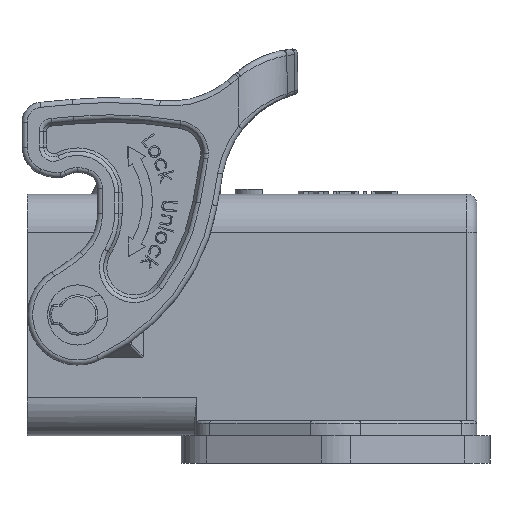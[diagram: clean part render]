
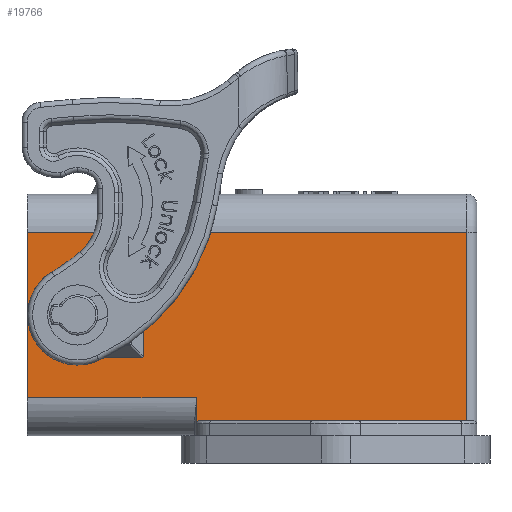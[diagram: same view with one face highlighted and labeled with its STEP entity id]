
A CAD part, front view. The second image highlights one B-rep face of the part: STEP entity #19766.
In plain terms, the highlighted planar face has unit normal (0, -1, 0).
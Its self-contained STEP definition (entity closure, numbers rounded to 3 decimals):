
#3107=DIRECTION('',(1.,0.,0.));
#3108=VECTOR('',#3107,8.388);
#3109=CARTESIAN_POINT('',(-16.712,-12.06,-4.271));
#3110=LINE('',#3109,#3108);
#3115=CARTESIAN_POINT('',(-2.872,-12.06,-10.854));
#3116=CARTESIAN_POINT('',(-2.872,-12.06,-10.835));
#3117=CARTESIAN_POINT('',(-2.868,-12.06,-10.797));
#3118=CARTESIAN_POINT('',(-2.851,-12.06,-10.741));
#3119=CARTESIAN_POINT('',(-2.822,-12.06,-10.689));
#3120=CARTESIAN_POINT('',(-2.783,-12.06,-10.643));
#3121=CARTESIAN_POINT('',(-2.735,-12.06,-10.605));
#3122=CARTESIAN_POINT('',(-2.679,-12.06,-10.575));
#3123=CARTESIAN_POINT('',(-2.616,-12.06,-10.557));
#3124=CARTESIAN_POINT('',(-2.572,-12.06,-10.553));
#3125=CARTESIAN_POINT('',(-2.55,-12.06,-10.553));
#3127=DIRECTION('',(0.,0.,-1.));
#3128=VECTOR('',#3127,16.482);
#3129=CARTESIAN_POINT('',(-19.727,-12.06,8.241));
#3130=LINE('',#3129,#3128);
#3131=CARTESIAN_POINT('',(-16.712,-12.06,4.01));
#3132=CARTESIAN_POINT('',(-16.712,-12.06,4.087));
#3133=CARTESIAN_POINT('',(-16.667,-12.06,4.196));
#3134=CARTESIAN_POINT('',(-16.588,-12.06,4.271));
#3135=CARTESIAN_POINT('',(-16.511,-12.06,4.271));
#3137=CARTESIAN_POINT('',(-8.17,-12.06,-4.117));
#3138=CARTESIAN_POINT('',(-8.17,-12.06,-4.168));
#3139=CARTESIAN_POINT('',(-8.202,-12.06,-4.239));
#3140=CARTESIAN_POINT('',(-8.273,-12.06,-4.271));
#3141=CARTESIAN_POINT('',(-8.324,-12.06,-4.271));
#3143=CARTESIAN_POINT('',(-8.324,-12.06,4.271));
#3144=CARTESIAN_POINT('',(-8.273,-12.06,4.271));
#3145=CARTESIAN_POINT('',(-8.202,-12.06,4.239));
#3146=CARTESIAN_POINT('',(-8.17,-12.06,4.168));
#3147=CARTESIAN_POINT('',(-8.17,-12.06,4.117));
#3203=DIRECTION('',(-1.,0.,0.));
#3204=VECTOR('',#3203,26.641);
#3205=CARTESIAN_POINT('',(24.091,-12.06,-10.553));
#3206=LINE('',#3205,#3204);
#3245=DIRECTION('',(0.,0.,-1.));
#3246=VECTOR('',#3245,18.793);
#3247=CARTESIAN_POINT('',(24.091,-12.06,8.241));
#3248=LINE('',#3247,#3246);
#3268=DIRECTION('',(1.,0.,0.));
#3269=VECTOR('',#3268,43.818);
#3270=CARTESIAN_POINT('',(-19.727,-12.06,8.241));
#3271=LINE('',#3270,#3269);
#4927=DIRECTION('',(0.,0.,1.));
#4928=VECTOR('',#4927,2.613);
#4929=CARTESIAN_POINT('',(-2.872,-12.06,-10.854));
#4930=LINE('',#4929,#4928);
#4965=DIRECTION('',(-1.,0.,0.));
#4966=VECTOR('',#4965,16.855);
#4967=CARTESIAN_POINT('',(-2.872,-12.06,-8.241));
#4968=LINE('',#4967,#4966);
#8728=DIRECTION('',(-1.,0.,0.));
#8729=VECTOR('',#8728,8.187);
#8730=CARTESIAN_POINT('',(-8.324,-12.06,4.271));
#8731=LINE('',#8730,#8729);
#8740=DIRECTION('',(0.,0.,1.));
#8741=VECTOR('',#8740,8.234);
#8742=CARTESIAN_POINT('',(-8.17,-12.06,-4.117));
#8743=LINE('',#8742,#8741);
#9059=DIRECTION('',(0.,0.,-1.));
#9060=VECTOR('',#9059,8.281);
#9061=CARTESIAN_POINT('',(-16.712,-12.06,4.01));
#9062=LINE('',#9061,#9060);
#13725=CARTESIAN_POINT('',(-19.727,-12.06,-8.241));
#13727=VERTEX_POINT('',#13725);
#13740=VERTEX_POINT('',#3115);
#13741=VERTEX_POINT('',#3125);
#13744=CARTESIAN_POINT('',(-2.872,-12.06,-8.241));
#13745=VERTEX_POINT('',#13744);
#13746=CARTESIAN_POINT('',(-8.324,-12.06,4.271));
#13747=CARTESIAN_POINT('',(-16.511,-12.06,4.271));
#13748=VERTEX_POINT('',#13746);
#13749=VERTEX_POINT('',#13747);
#13768=CARTESIAN_POINT('',(24.091,-12.06,-10.553));
#13769=VERTEX_POINT('',#13768);
#13786=CARTESIAN_POINT('',(-16.712,-12.06,-4.271));
#13787=CARTESIAN_POINT('',(-8.324,-12.06,-4.271));
#13788=VERTEX_POINT('',#13786);
#13789=VERTEX_POINT('',#13787);
#13791=CARTESIAN_POINT('',(24.091,-12.06,8.241));
#13793=VERTEX_POINT('',#13791);
#13832=CARTESIAN_POINT('',(-16.712,-12.06,4.01));
#13833=VERTEX_POINT('',#13832);
#13837=CARTESIAN_POINT('',(-8.17,-12.06,4.117));
#13839=VERTEX_POINT('',#13837);
#13905=CARTESIAN_POINT('',(-8.17,-12.06,-4.117));
#13906=VERTEX_POINT('',#13905);
#14715=CARTESIAN_POINT('',(-19.727,-12.06,8.241));
#14717=VERTEX_POINT('',#14715);
#19730=CARTESIAN_POINT('',(25.096,-12.06,-12.06));
#19731=DIRECTION('',(0.,-1.,0.));
#19732=DIRECTION('',(-1.,0.,0.));
#19733=AXIS2_PLACEMENT_3D('',#19730,#19731,#19732);
#19734=PLANE('',#19733);
#19736=ORIENTED_EDGE('',*,*,#19735,.F.);
#19738=ORIENTED_EDGE('',*,*,#19737,.T.);
#19740=ORIENTED_EDGE('',*,*,#19739,.T.);
#19742=ORIENTED_EDGE('',*,*,#19741,.F.);
#19744=ORIENTED_EDGE('',*,*,#19743,.T.);
#19746=ORIENTED_EDGE('',*,*,#19745,.T.);
#19748=ORIENTED_EDGE('',*,*,#19747,.T.);
#19749=EDGE_LOOP('',(#19736,#19738,#19740,#19742,#19744,#19746,#19748));
#19750=FACE_OUTER_BOUND('',#19749,.F.);
#19752=ORIENTED_EDGE('',*,*,#19751,.F.);
#19754=ORIENTED_EDGE('',*,*,#19753,.T.);
#19755=ORIENTED_EDGE('',*,*,#19719,.T.);
#19757=ORIENTED_EDGE('',*,*,#19756,.F.);
#19759=ORIENTED_EDGE('',*,*,#19758,.T.);
#19761=ORIENTED_EDGE('',*,*,#19760,.F.);
#19763=ORIENTED_EDGE('',*,*,#19762,.T.);
#19764=EDGE_LOOP('',(#19752,#19754,#19755,#19757,#19759,#19761,#19763));
#19765=FACE_BOUND('',#19764,.F.);
#3126=B_SPLINE_CURVE_WITH_KNOTS('',3,(#3115,#3116,#3117,#3118,#3119,#3120,#3121,
#3122,#3123,#3124,#3125),.UNSPECIFIED.,.F.,.F.,(4,1,1,1,1,1,1,1,4),(0.,
0.125,0.25,0.375,0.5,0.625,0.75,0.875,1.),.UNSPECIFIED.);
#3136=B_SPLINE_CURVE_WITH_KNOTS('',3,(#3131,#3132,#3133,#3134,#3135),
.UNSPECIFIED.,.F.,.F.,(4,1,4),(0.,0.5,1.),.UNSPECIFIED.);
#3142=B_SPLINE_CURVE_WITH_KNOTS('',3,(#3137,#3138,#3139,#3140,#3141),
.UNSPECIFIED.,.F.,.F.,(4,1,4),(0.,0.5,1.),.UNSPECIFIED.);
#3148=B_SPLINE_CURVE_WITH_KNOTS('',3,(#3143,#3144,#3145,#3146,#3147),
.UNSPECIFIED.,.F.,.F.,(4,1,4),(0.,0.5,1.),.UNSPECIFIED.);
#19719=EDGE_CURVE('',#13788,#13789,#3110,.T.);
#19735=EDGE_CURVE('',#13740,#13741,#3126,.T.);
#19737=EDGE_CURVE('',#13740,#13745,#4930,.T.);
#19739=EDGE_CURVE('',#13745,#13727,#4968,.T.);
#19741=EDGE_CURVE('',#14717,#13727,#3130,.T.);
#19743=EDGE_CURVE('',#14717,#13793,#3271,.T.);
#19745=EDGE_CURVE('',#13793,#13769,#3248,.T.);
#19747=EDGE_CURVE('',#13769,#13741,#3206,.T.);
#19751=EDGE_CURVE('',#13833,#13749,#3136,.T.);
#19753=EDGE_CURVE('',#13833,#13788,#9062,.T.);
#19756=EDGE_CURVE('',#13906,#13789,#3142,.T.);
#19758=EDGE_CURVE('',#13906,#13839,#8743,.T.);
#19760=EDGE_CURVE('',#13748,#13839,#3148,.T.);
#19762=EDGE_CURVE('',#13748,#13749,#8731,.T.);
#19766=ADVANCED_FACE('',(#19750,#19765),#19734,.T.);
